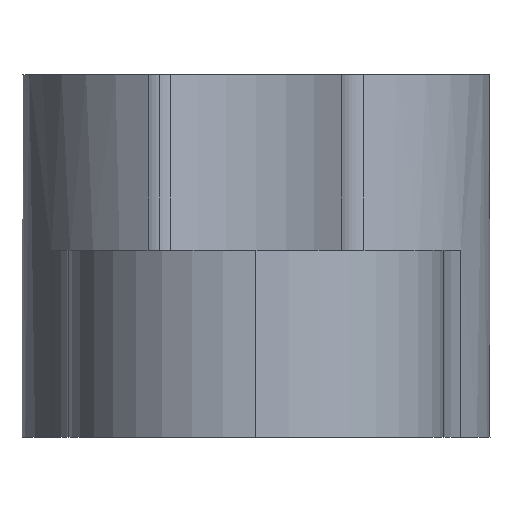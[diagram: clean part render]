
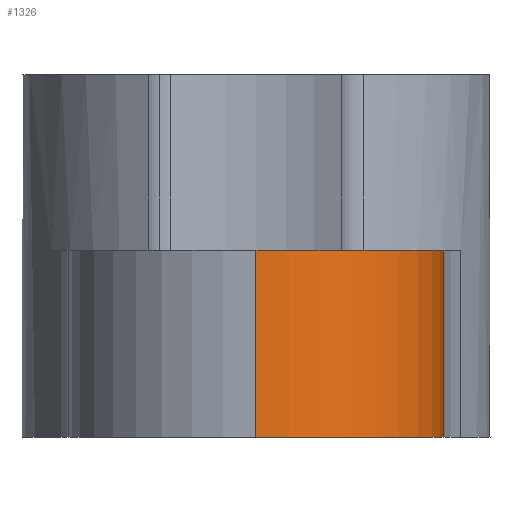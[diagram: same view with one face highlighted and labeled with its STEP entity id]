
A CAD part, left-side view. The second image highlights one B-rep face of the part: STEP entity #1326.
In plain terms, the highlighted cylindrical face has radius 4 mm (diameter 8 mm), a partial arc.
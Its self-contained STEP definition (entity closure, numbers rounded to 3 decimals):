
#50 = EDGE_CURVE ( 'NONE', #982, #1929, #2438, .T. ) ;
#111 = DIRECTION ( 'NONE',  ( 0., 0., -1. ) ) ;
#120 = LINE ( 'NONE', #1136, #2503 ) ;
#217 = DIRECTION ( 'NONE',  ( 0., 0., 1. ) ) ;
#375 = CARTESIAN_POINT ( 'NONE',  ( -36., 0., 0. ) ) ;
#447 = CARTESIAN_POINT ( 'NONE',  ( -32., 0., 0. ) ) ;
#502 = CARTESIAN_POINT ( 'NONE',  ( -32., 0., 4. ) ) ;
#643 = FACE_OUTER_BOUND ( 'NONE', #2200, .T. ) ;
#661 = ORIENTED_EDGE ( 'NONE', *, *, #3036, .F. ) ;
#676 = DIRECTION ( 'NONE',  ( 1., 0., 0. ) ) ;
#684 = DIRECTION ( 'NONE',  ( 0., 0., 1. ) ) ;
#777 = DIRECTION ( 'NONE',  ( -1., 0., 0. ) ) ;
#886 = CARTESIAN_POINT ( 'NONE',  ( -32., -4., 4. ) ) ;
#895 = CARTESIAN_POINT ( 'NONE',  ( -32., -4., 4. ) ) ;
#982 = VERTEX_POINT ( 'NONE', #375 ) ;
#1038 = EDGE_CURVE ( 'NONE', #2973, #982, #120, .T. ) ;
#1100 = AXIS2_PLACEMENT_3D ( 'NONE', #502, #2320, #777 ) ;
#1136 = CARTESIAN_POINT ( 'NONE',  ( -36., 0., 4. ) ) ;
#1326 = ADVANCED_FACE ( 'NONE', ( #643 ), #1542, .T. ) ;
#1371 = EDGE_CURVE ( 'NONE', #2973, #2401, #1622, .T. ) ;
#1384 = ORIENTED_EDGE ( 'NONE', *, *, #1038, .T. ) ;
#1489 = DIRECTION ( 'NONE',  ( 1., 0., 0. ) ) ;
#1542 = CYLINDRICAL_SURFACE ( 'NONE', #1100, 4. ) ;
#1589 = AXIS2_PLACEMENT_3D ( 'NONE', #447, #684, #1489 ) ;
#1622 = CIRCLE ( 'NONE', #3097, 4. ) ;
#1659 = ORIENTED_EDGE ( 'NONE', *, *, #1371, .F. ) ;
#1898 = DIRECTION ( 'NONE',  ( 0., 0., -1. ) ) ;
#1929 = VERTEX_POINT ( 'NONE', #2675 ) ;
#2145 = CARTESIAN_POINT ( 'NONE',  ( -36., 0., 4. ) ) ;
#2167 = LINE ( 'NONE', #886, #3334 ) ;
#2200 = EDGE_LOOP ( 'NONE', ( #1659, #1384, #2870, #661 ) ) ;
#2320 = DIRECTION ( 'NONE',  ( 0., 0., -1. ) ) ;
#2401 = VERTEX_POINT ( 'NONE', #895 ) ;
#2438 = CIRCLE ( 'NONE', #1589, 4. ) ;
#2503 = VECTOR ( 'NONE', #111, 1000. ) ;
#2516 = CARTESIAN_POINT ( 'NONE',  ( -32., 0., 4. ) ) ;
#2675 = CARTESIAN_POINT ( 'NONE',  ( -32., -4., 0. ) ) ;
#2870 = ORIENTED_EDGE ( 'NONE', *, *, #50, .T. ) ;
#2973 = VERTEX_POINT ( 'NONE', #2145 ) ;
#3036 = EDGE_CURVE ( 'NONE', #2401, #1929, #2167, .T. ) ;
#3097 = AXIS2_PLACEMENT_3D ( 'NONE', #2516, #217, #676 ) ;
#3334 = VECTOR ( 'NONE', #1898, 1000. ) ;
